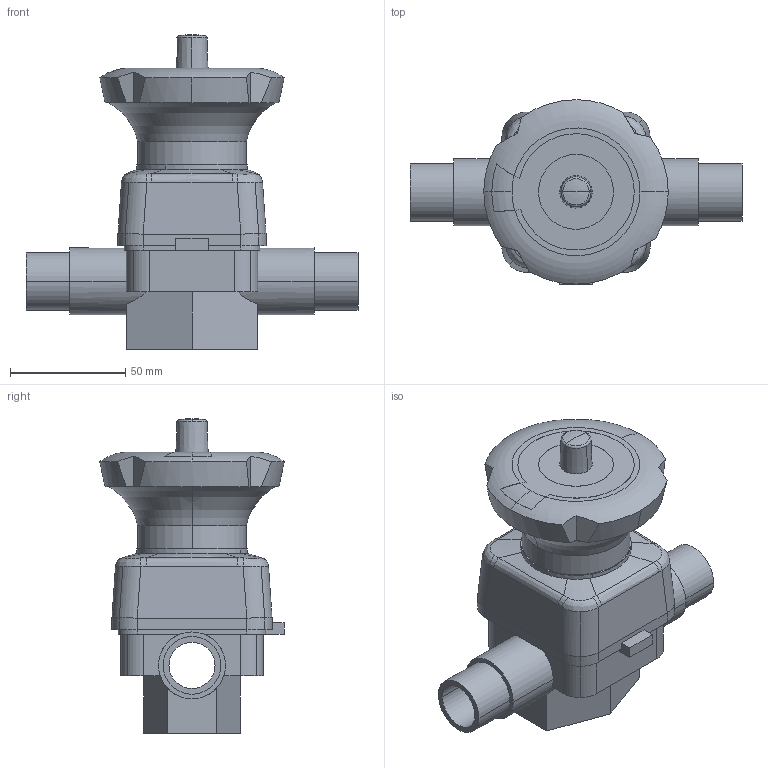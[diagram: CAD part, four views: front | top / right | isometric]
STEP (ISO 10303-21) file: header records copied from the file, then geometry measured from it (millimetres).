
FILE_DESCRIPTION(('STEP AP214'),'1');
FILE_NAME('dkdm025e.stp','2017-04-07T15:29:41',('TraceParts'),('TraceParts S.A.'),'Spatial InterOp 3D',' ',' ');
FILE_SCHEMA(('automotive_design'));
Length unit declared in the file: millimetre
Products named in the file (4): dkdm025e_1; dkdm025e_2; dkdm025e_3; dkdm025e_4
Bounding box: 144 x 80 x 136.55 mm (x, y, z)
Volume: 370959.4 mm3; surface area: 67329.9 mm2
Topology: 4 solids, 4 shells, 176 faces, 451 edges, 287 vertices
Faces by surface type: plane 75, cylinder 59, bspline 26, torus 8, cone 8
Entity records: 8321 total; most frequent: CARTESIAN_POINT 2596, ORIENTED_EDGE 898, DIRECTION 888, EDGE_CURVE 449, AXIS2_PLACEMENT_3D 347, VERTEX_POINT 287, LINE 194, VECTOR 194
